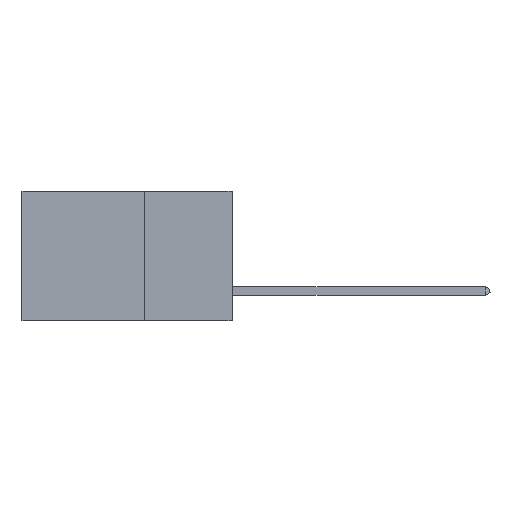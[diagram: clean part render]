
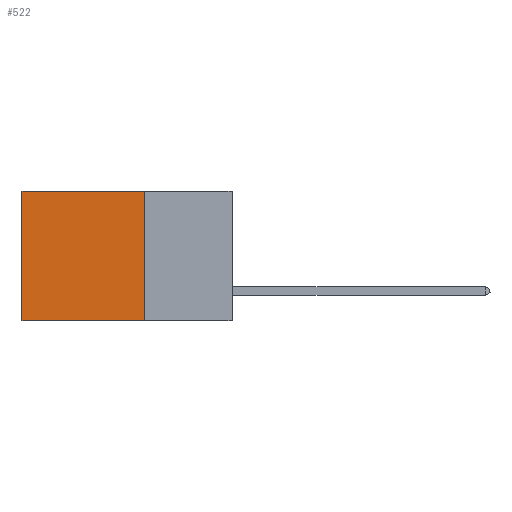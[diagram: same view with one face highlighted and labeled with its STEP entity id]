
A CAD part, left-side view. The second image highlights one B-rep face of the part: STEP entity #522.
In plain terms, the highlighted planar face has unit normal (-1, 0, 0).
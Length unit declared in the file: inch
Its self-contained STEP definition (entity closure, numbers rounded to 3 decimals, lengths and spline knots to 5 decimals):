
#522 = ADVANCED_FACE ( 'NONE', ( #12264 ), #1235, .F. ) ;
#1235 = PLANE ( 'NONE',  #7634 ) ;
#1259 = LINE ( 'NONE', #20834, #22081 ) ;
#5098 = CARTESIAN_POINT ( 'NONE',  ( 0.2875, 0.6, 0. ) ) ;
#5167 = VECTOR ( 'NONE', #14832, 39.37008 ) ;
#6163 = DIRECTION ( 'NONE',  ( 0., 1., 0. ) ) ;
#6567 = LINE ( 'NONE', #5098, #20118 ) ;
#6576 = VERTEX_POINT ( 'NONE', #9044 ) ;
#6945 = LINE ( 'NONE', #14560, #20493 ) ;
#6962 = DIRECTION ( 'NONE',  ( 1., 0., 0. ) ) ;
#7634 = AXIS2_PLACEMENT_3D ( 'NONE', #8994, #6962, #25292 ) ;
#7640 = CARTESIAN_POINT ( 'NONE',  ( 0.2875, 0.25, -0.37 ) ) ;
#8651 = ORIENTED_EDGE ( 'NONE', *, *, #15648, .T. ) ;
#8994 = CARTESIAN_POINT ( 'NONE',  ( 0.2875, 0.25, 0. ) ) ;
#9044 = CARTESIAN_POINT ( 'NONE',  ( 0.2875, 0.25, 0. ) ) ;
#10089 = EDGE_CURVE ( 'NONE', #6576, #25788, #10535, .T. ) ;
#10535 = LINE ( 'NONE', #22836, #5167 ) ;
#10630 = VERTEX_POINT ( 'NONE', #25033 ) ;
#10730 = EDGE_CURVE ( 'NONE', #21609, #10630, #6567, .T. ) ;
#12264 = FACE_OUTER_BOUND ( 'NONE', #15880, .T. ) ;
#14560 = CARTESIAN_POINT ( 'NONE',  ( 0.2875, 0.25, 0. ) ) ;
#14832 = DIRECTION ( 'NONE',  ( 0., 0., -1. ) ) ;
#15648 = EDGE_CURVE ( 'NONE', #6576, #21609, #6945, .T. ) ;
#15880 = EDGE_LOOP ( 'NONE', ( #22825, #23424, #24849, #8651 ) ) ;
#19198 = DIRECTION ( 'NONE',  ( 0., 0., -1. ) ) ;
#20118 = VECTOR ( 'NONE', #19198, 39.37008 ) ;
#20493 = VECTOR ( 'NONE', #6163, 39.37008 ) ;
#20834 = CARTESIAN_POINT ( 'NONE',  ( 0.2875, 0.25, -0.37 ) ) ;
#21609 = VERTEX_POINT ( 'NONE', #25308 ) ;
#22081 = VECTOR ( 'NONE', #24856, 39.37008 ) ;
#22725 = EDGE_CURVE ( 'NONE', #25788, #10630, #1259, .T. ) ;
#22825 = ORIENTED_EDGE ( 'NONE', *, *, #10730, .T. ) ;
#22836 = CARTESIAN_POINT ( 'NONE',  ( 0.2875, 0.25, 0. ) ) ;
#23424 = ORIENTED_EDGE ( 'NONE', *, *, #22725, .F. ) ;
#24849 = ORIENTED_EDGE ( 'NONE', *, *, #10089, .F. ) ;
#24856 = DIRECTION ( 'NONE',  ( 0., 1., 0. ) ) ;
#25033 = CARTESIAN_POINT ( 'NONE',  ( 0.2875, 0.6, -0.37 ) ) ;
#25292 = DIRECTION ( 'NONE',  ( 0., 0., -1. ) ) ;
#25308 = CARTESIAN_POINT ( 'NONE',  ( 0.2875, 0.6, 0. ) ) ;
#25788 = VERTEX_POINT ( 'NONE', #7640 ) ;
